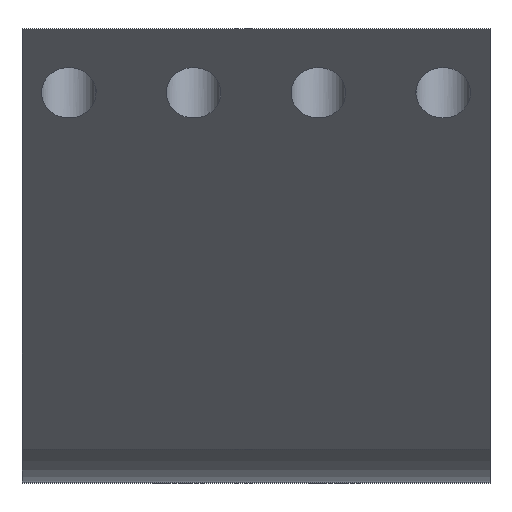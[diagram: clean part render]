
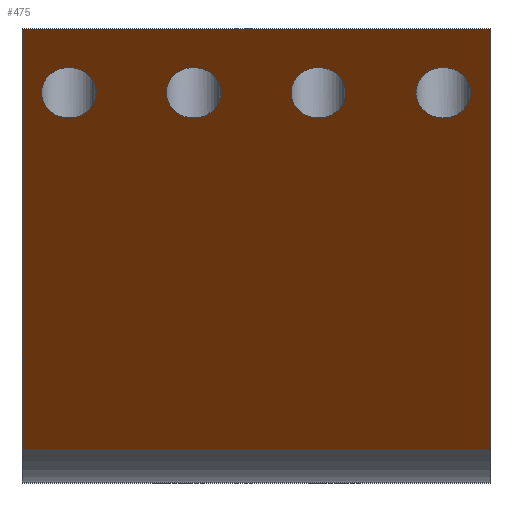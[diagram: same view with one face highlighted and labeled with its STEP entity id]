
A CAD part, top view. The second image highlights one B-rep face of the part: STEP entity #475.
In plain terms, the highlighted planar face has unit normal (0, -0.735, 0.678).
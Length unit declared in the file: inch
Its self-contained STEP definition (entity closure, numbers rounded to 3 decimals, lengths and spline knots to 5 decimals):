
#19=FACE_BOUND('',#84,.T.);
#20=FACE_BOUND('',#85,.T.);
#21=FACE_BOUND('',#86,.T.);
#22=FACE_BOUND('',#87,.T.);
#35=ELLIPSE('',#521,0.29771,0.21875);
#36=ELLIPSE('',#522,0.29771,0.21875);
#37=ELLIPSE('',#523,0.29771,0.21875);
#38=ELLIPSE('',#524,0.29771,0.21875);
#40=PLANE('',#520);
#55=FACE_OUTER_BOUND('',#83,.T.);
#83=EDGE_LOOP('',(#339,#340,#341,#342));
#84=EDGE_LOOP('',(#343));
#85=EDGE_LOOP('',(#344));
#86=EDGE_LOOP('',(#345));
#87=EDGE_LOOP('',(#346));
#126=LINE('',#728,#160);
#127=LINE('',#731,#161);
#133=LINE('',#745,#167);
#134=LINE('',#746,#168);
#160=VECTOR('',#580,0.3937);
#161=VECTOR('',#583,0.3937);
#167=VECTOR('',#593,0.3937);
#168=VECTOR('',#594,0.3937);
#217=VERTEX_POINT('',#721);
#220=VERTEX_POINT('',#726);
#221=VERTEX_POINT('',#730);
#227=VERTEX_POINT('',#744);
#228=VERTEX_POINT('',#747);
#229=VERTEX_POINT('',#749);
#230=VERTEX_POINT('',#751);
#231=VERTEX_POINT('',#753);
#264=EDGE_CURVE('',#220,#217,#126,.T.);
#265=EDGE_CURVE('',#221,#217,#127,.T.);
#272=EDGE_CURVE('',#227,#220,#133,.T.);
#273=EDGE_CURVE('',#227,#221,#134,.T.);
#274=EDGE_CURVE('',#228,#228,#35,.T.);
#275=EDGE_CURVE('',#229,#229,#36,.T.);
#276=EDGE_CURVE('',#230,#230,#37,.T.);
#277=EDGE_CURVE('',#231,#231,#38,.T.);
#339=ORIENTED_EDGE('',*,*,#264,.F.);
#340=ORIENTED_EDGE('',*,*,#272,.F.);
#341=ORIENTED_EDGE('',*,*,#273,.T.);
#342=ORIENTED_EDGE('',*,*,#265,.T.);
#343=ORIENTED_EDGE('',*,*,#274,.T.);
#344=ORIENTED_EDGE('',*,*,#275,.T.);
#345=ORIENTED_EDGE('',*,*,#276,.T.);
#346=ORIENTED_EDGE('',*,*,#277,.T.);
#475=ADVANCED_FACE('',(#55,#19,#20,#21,#22),#40,.T.);
#520=AXIS2_PLACEMENT_3D('',#743,#591,#592);
#521=AXIS2_PLACEMENT_3D('',#748,#595,#596);
#522=AXIS2_PLACEMENT_3D('',#750,#597,#598);
#523=AXIS2_PLACEMENT_3D('',#752,#599,#600);
#524=AXIS2_PLACEMENT_3D('',#754,#601,#602);
#580=DIRECTION('',(-1.,0.,0.));
#583=DIRECTION('',(0.,-0.678,-0.735));
#591=DIRECTION('center_axis',(0.,-0.735,0.678));
#592=DIRECTION('ref_axis',(0.,0.678,0.735));
#593=DIRECTION('',(0.,-0.678,-0.735));
#594=DIRECTION('',(-1.,0.,0.));
#595=DIRECTION('center_axis',(0.,0.735,-0.678));
#596=DIRECTION('ref_axis',(0.,-0.678,-0.735));
#597=DIRECTION('center_axis',(0.,0.735,-0.678));
#598=DIRECTION('ref_axis',(0.,-0.678,-0.735));
#599=DIRECTION('center_axis',(0.,0.735,-0.678));
#600=DIRECTION('ref_axis',(0.,-0.678,-0.735));
#601=DIRECTION('center_axis',(0.,0.735,-0.678));
#602=DIRECTION('ref_axis',(0.,-0.678,-0.735));
#721=CARTESIAN_POINT('',(0.,0.26523,4.36056));
#726=CARTESIAN_POINT('',(3.75,0.26523,4.36056));
#728=CARTESIAN_POINT('',(2.8125,0.26523,4.36056));
#730=CARTESIAN_POINT('',(0.,3.625,8.));
#731=CARTESIAN_POINT('',(0.,0.86971,5.01536));
#743=CARTESIAN_POINT('Origin',(3.75,0.,4.07326));
#744=CARTESIAN_POINT('',(3.75,3.625,8.));
#745=CARTESIAN_POINT('',(3.75,3.625,8.));
#746=CARTESIAN_POINT('',(3.75,3.625,8.));
#747=CARTESIAN_POINT('',(1.375,3.31658,7.66591));
#748=CARTESIAN_POINT('Origin',(1.375,3.11464,7.44716));
#749=CARTESIAN_POINT('',(3.375,3.31658,7.66591));
#750=CARTESIAN_POINT('Origin',(3.375,3.11464,7.44716));
#751=CARTESIAN_POINT('',(0.375,3.31658,7.66591));
#752=CARTESIAN_POINT('Origin',(0.375,3.11464,7.44716));
#753=CARTESIAN_POINT('',(2.375,3.31658,7.66591));
#754=CARTESIAN_POINT('Origin',(2.375,3.11464,7.44716));
